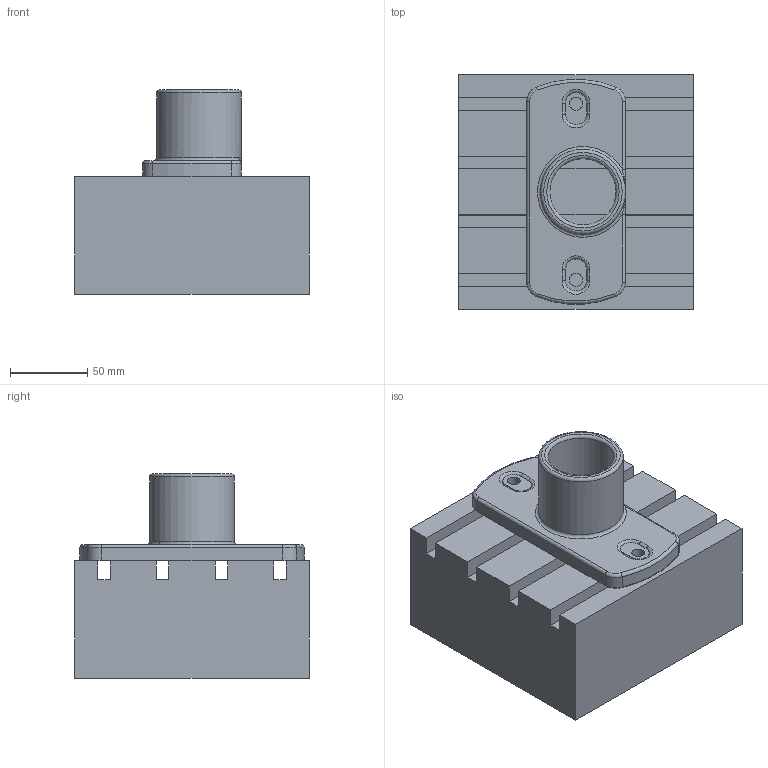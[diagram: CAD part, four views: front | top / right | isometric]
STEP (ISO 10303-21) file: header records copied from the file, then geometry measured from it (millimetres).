
FILE_DESCRIPTION(('FreeCAD Model'),'2;1');
FILE_NAME('Open CASCADE Shape Model','2023-12-28T23:33:39',(''),(''), 'Open CASCADE STEP processor 7.6','FreeCAD','Unknown');
FILE_SCHEMA(('AUTOMOTIVE_DESIGN { 1 0 10303 214 1 1 1 1 }'));
Length unit declared in the file: millimetre
Products named in the file (5): Flange Screw Aligner; Flange; Aligner Base003; Fusion; Extrusion
Assembly tree (4 placements, depth 3):
  Flange Screw Aligner
    Flange
    Aligner Base003
      Fusion
    Extrusion
Bounding box: 152.4 x 152.4 x 132.6 mm (x, y, z)
Volume: 1828011.7 mm3; surface area: 160310.5 mm2
Topology: 3 solids, 3 shells, 91 faces, 228 edges, 141 vertices
Faces by surface type: plane 41, cylinder 31, torus 13, bspline 6
Full cylindrical faces by diameter (mm): 8.4 x2, 43 x1, 55 x1
Entity records: 3040 total; most frequent: CARTESIAN_POINT 728, DIRECTION 478, ORIENTED_EDGE 448, EDGE_CURVE 224, AXIS2_PLACEMENT_3D 176, VERTEX_POINT 141, LINE 126, VECTOR 126
